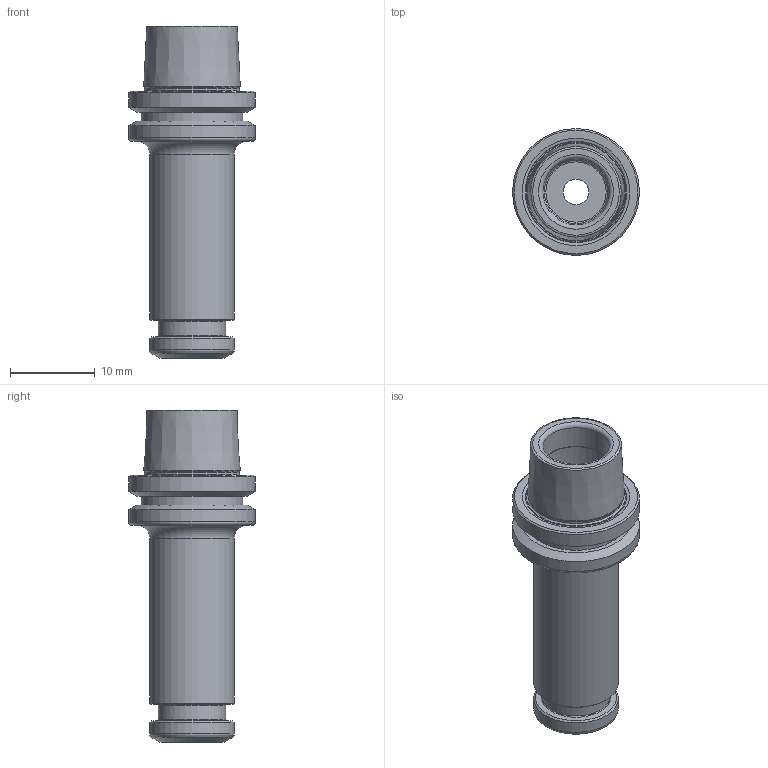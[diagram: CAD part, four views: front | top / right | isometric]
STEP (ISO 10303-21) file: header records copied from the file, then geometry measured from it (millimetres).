
FILE_DESCRIPTION(/* description */ (''),/* implementation_level */ '2;1');
FILE_NAME(/* name */ '291570600.stp',/* time_stamp */ '2021-06-14T08:00:52',/* author */ ('LRA'),/* organization */ ('REGO-FIX'),/* preprocessor_version */ ' Unknown',/* originating_system */ 'SIEMENS PLM Software Solid Edge ST10',/* authorization */ 'Unknown');
FILE_SCHEMA (('AUTOMOTIVE_DESIGN { 1 0 10303 214 2 1 1}'));
Length unit declared in the file: millimetre
Products named in the file (1): 0023022
Bounding box: 14.97 x 14.97 x 39.2 mm (x, y, z)
Volume: 2281.8 mm3; surface area: 2532.5 mm2
Topology: 1 solids, 1 shells, 49 faces, 94 edges, 56 vertices
Faces by surface type: torus 15, cone 12, cylinder 11, plane 11
Full cylindrical faces by diameter (mm): 3 x1, 6.3 x1, 7.83 x1, 8 x1, 8.85 x1, 10 x2, 11.218 x1, 11.95 x1, 14.97 x2
Entity records: 1032 total; most frequent: DIRECTION 204, CARTESIAN_POINT 151, AXIS2_PLACEMENT_3D 102, ORIENTED_EDGE 98, EDGE_LOOP 98, FACE_BOUND 98, EDGE_CURVE 49, VERTEX_POINT 49
